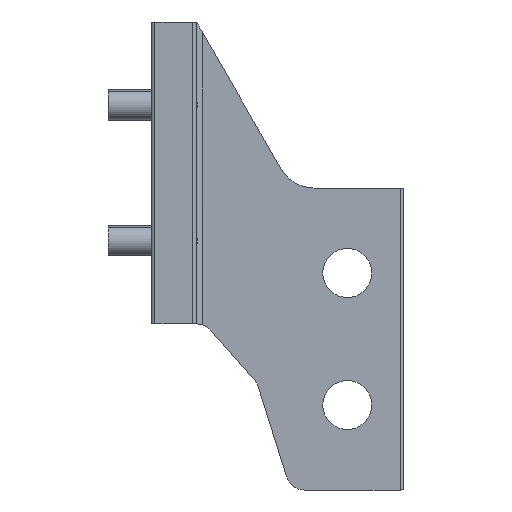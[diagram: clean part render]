
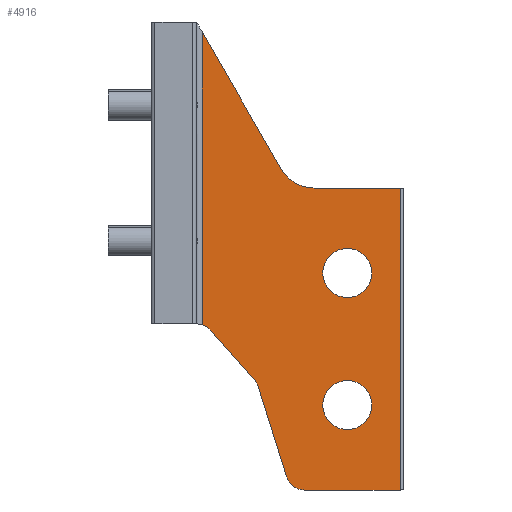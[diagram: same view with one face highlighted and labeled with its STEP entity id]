
A CAD part, left-side view. The second image highlights one B-rep face of the part: STEP entity #4916.
In plain terms, the highlighted planar face has unit normal (-1, 0, 0).
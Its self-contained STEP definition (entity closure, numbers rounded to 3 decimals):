
#3934=CARTESIAN_POINT('Vertex',(-327.282,-24.517,73.)) ;
#3985=CARTESIAN_POINT('Vertex',(-327.282,-3.5,109.402)) ;
#3988=CARTESIAN_POINT('Line Origine',(-327.282,-14.008,91.201)) ;
#4167=CARTESIAN_POINT('Vertex',(-327.282,-5.745,30.313)) ;
#4170=CARTESIAN_POINT('Axis2P3D Location',(-327.282,-2.,27.)) ;
#4174=CARTESIAN_POINT('Vertex',(-327.282,-3.5,31.77)) ;
#4213=CARTESIAN_POINT('Line Origine',(-327.282,-3.5,50.)) ;
#4458=CARTESIAN_POINT('Vertex',(-327.282,-33.177,68.)) ;
#4468=CARTESIAN_POINT('Axis2P3D Location',(-327.282,-33.177,78.)) ;
#4547=CARTESIAN_POINT('Line Origine',(-327.282,-44.588,68.)) ;
#4551=CARTESIAN_POINT('Vertex',(-327.282,-56.,68.)) ;
#4573=CARTESIAN_POINT('Line Origine',(-327.282,-56.,50.)) ;
#4577=CARTESIAN_POINT('Vertex',(-327.282,-56.,-12.)) ;
#4608=CARTESIAN_POINT('Vertex',(-327.282,-42.,17.)) ;
#4624=CARTESIAN_POINT('Vertex',(-327.282,-42.,4.)) ;
#4627=CARTESIAN_POINT('Axis2P3D Location',(-327.282,-42.,10.5)) ;
#4644=CARTESIAN_POINT('Axis2P3D Location',(-327.282,-42.,10.5)) ;
#4665=CARTESIAN_POINT('Vertex',(-327.282,-42.,39.)) ;
#4681=CARTESIAN_POINT('Vertex',(-327.282,-42.,52.)) ;
#4684=CARTESIAN_POINT('Axis2P3D Location',(-327.282,-42.,45.5)) ;
#4701=CARTESIAN_POINT('Axis2P3D Location',(-327.282,-42.,45.5)) ;
#4773=CARTESIAN_POINT('Line Origine',(-327.282,-43.333,-12.)) ;
#4777=CARTESIAN_POINT('Vertex',(-327.282,-30.666,-12.)) ;
#4806=CARTESIAN_POINT('Axis2P3D Location',(-327.282,-30.666,-7.)) ;
#4810=CARTESIAN_POINT('Vertex',(-327.282,-25.898,-8.503)) ;
#4871=CARTESIAN_POINT('Axis2P3D Location',(-327.282,-3.5,112.)) ;
#4876=CARTESIAN_POINT('Line Origine',(-327.282,-22.129,3.449)) ;
#4880=CARTESIAN_POINT('Vertex',(-327.282,-18.36,15.402)) ;
#4883=CARTESIAN_POINT('Line Origine',(-327.282,-11.541,23.762)) ;
#4887=CARTESIAN_POINT('Vertex',(-327.282,-17.336,17.212)) ;
#4890=CARTESIAN_POINT('Axis2P3D Location',(-327.282,-13.591,13.898)) ;
#3989=DIRECTION('Vector Direction',(0.,-0.5,-0.866)) ;
#4171=DIRECTION('Axis2P3D Direction',(-1.,0.,0.)) ;
#4214=DIRECTION('Vector Direction',(0.,0.,-1.)) ;
#4469=DIRECTION('Axis2P3D Direction',(-1.,0.,0.)) ;
#4548=DIRECTION('Vector Direction',(0.,1.,0.)) ;
#4574=DIRECTION('Vector Direction',(0.,0.,-1.)) ;
#4628=DIRECTION('Axis2P3D Direction',(-1.,0.,0.)) ;
#4645=DIRECTION('Axis2P3D Direction',(-1.,0.,0.)) ;
#4685=DIRECTION('Axis2P3D Direction',(-1.,0.,0.)) ;
#4702=DIRECTION('Axis2P3D Direction',(-1.,0.,0.)) ;
#4774=DIRECTION('Vector Direction',(0.,-1.,0.)) ;
#4807=DIRECTION('Axis2P3D Direction',(1.,0.,0.)) ;
#4872=DIRECTION('Axis2P3D Direction',(1.,0.,0.)) ;
#4873=DIRECTION('Axis2P3D XDirection',(0.,-1.,0.)) ;
#4877=DIRECTION('Vector Direction',(0.,0.301,0.954)) ;
#4884=DIRECTION('Vector Direction',(0.,0.663,0.749)) ;
#4891=DIRECTION('Axis2P3D Direction',(1.,0.,0.)) ;
#4172=AXIS2_PLACEMENT_3D('Circle Axis2P3D',#4170,#4171,$) ;
#4470=AXIS2_PLACEMENT_3D('Circle Axis2P3D',#4468,#4469,$) ;
#4629=AXIS2_PLACEMENT_3D('Circle Axis2P3D',#4627,#4628,$) ;
#4646=AXIS2_PLACEMENT_3D('Circle Axis2P3D',#4644,#4645,$) ;
#4686=AXIS2_PLACEMENT_3D('Circle Axis2P3D',#4684,#4685,$) ;
#4703=AXIS2_PLACEMENT_3D('Circle Axis2P3D',#4701,#4702,$) ;
#4808=AXIS2_PLACEMENT_3D('Circle Axis2P3D',#4806,#4807,$) ;
#4874=AXIS2_PLACEMENT_3D('Plane Axis2P3D',#4871,#4872,#4873) ;
#4892=AXIS2_PLACEMENT_3D('Circle Axis2P3D',#4890,#4891,$) ;
#4896=ORIENTED_EDGE('',*,*,#4882,.T.) ;
#4897=ORIENTED_EDGE('',*,*,#4812,.F.) ;
#4898=ORIENTED_EDGE('',*,*,#4779,.F.) ;
#4899=ORIENTED_EDGE('',*,*,#4579,.F.) ;
#4900=ORIENTED_EDGE('',*,*,#4553,.T.) ;
#4901=ORIENTED_EDGE('',*,*,#4472,.T.) ;
#4902=ORIENTED_EDGE('',*,*,#3992,.F.) ;
#4903=ORIENTED_EDGE('',*,*,#4217,.T.) ;
#4904=ORIENTED_EDGE('',*,*,#4176,.T.) ;
#4905=ORIENTED_EDGE('',*,*,#4889,.F.) ;
#4906=ORIENTED_EDGE('',*,*,#4894,.T.) ;
#4909=ORIENTED_EDGE('',*,*,#4705,.T.) ;
#4910=ORIENTED_EDGE('',*,*,#4688,.T.) ;
#4913=ORIENTED_EDGE('',*,*,#4648,.T.) ;
#4914=ORIENTED_EDGE('',*,*,#4631,.T.) ;
#4911=FACE_BOUND('',#4908,.T.) ;
#4915=FACE_BOUND('',#4912,.T.) ;
#3990=VECTOR('Line Direction',#3989,1.) ;
#4215=VECTOR('Line Direction',#4214,1.) ;
#4549=VECTOR('Line Direction',#4548,1.) ;
#4575=VECTOR('Line Direction',#4574,1.) ;
#4775=VECTOR('Line Direction',#4774,1.) ;
#4878=VECTOR('Line Direction',#4877,1.) ;
#4885=VECTOR('Line Direction',#4884,1.) ;
#4916=ADVANCED_FACE('Body.2',(#4907,#4911,#4915),#4875,.F.) ;
#4173=CIRCLE('generated circle',#4172,5.) ;
#4471=CIRCLE('generated circle',#4470,10.) ;
#4630=CIRCLE('generated circle',#4629,6.5) ;
#4647=CIRCLE('generated circle',#4646,6.5) ;
#4687=CIRCLE('generated circle',#4686,6.5) ;
#4704=CIRCLE('generated circle',#4703,6.5) ;
#4809=CIRCLE('generated circle',#4808,5.) ;
#4893=CIRCLE('generated circle',#4892,5.) ;
#3992=EDGE_CURVE('',#3986,#3935,#3991,.T.) ;
#4176=EDGE_CURVE('',#4175,#4168,#4173,.F.) ;
#4217=EDGE_CURVE('',#3986,#4175,#4216,.T.) ;
#4472=EDGE_CURVE('',#4459,#3935,#4471,.F.) ;
#4553=EDGE_CURVE('',#4552,#4459,#4550,.T.) ;
#4579=EDGE_CURVE('',#4552,#4578,#4576,.T.) ;
#4631=EDGE_CURVE('',#4609,#4625,#4630,.F.) ;
#4648=EDGE_CURVE('',#4625,#4609,#4647,.F.) ;
#4688=EDGE_CURVE('',#4666,#4682,#4687,.F.) ;
#4705=EDGE_CURVE('',#4682,#4666,#4704,.F.) ;
#4779=EDGE_CURVE('',#4578,#4778,#4776,.F.) ;
#4812=EDGE_CURVE('',#4778,#4811,#4809,.T.) ;
#4882=EDGE_CURVE('',#4881,#4811,#4879,.F.) ;
#4889=EDGE_CURVE('',#4888,#4168,#4886,.T.) ;
#4894=EDGE_CURVE('',#4888,#4881,#4893,.T.) ;
#4895=EDGE_LOOP('',(#4896,#4897,#4898,#4899,#4900,#4901,#4902,#4903,#4904,#4905,#4906)) ;
#4908=EDGE_LOOP('',(#4909,#4910)) ;
#4912=EDGE_LOOP('',(#4913,#4914)) ;
#4907=FACE_OUTER_BOUND('',#4895,.T.) ;
#3991=LINE('Line',#3988,#3990) ;
#4216=LINE('Line',#4213,#4215) ;
#4550=LINE('Line',#4547,#4549) ;
#4576=LINE('Line',#4573,#4575) ;
#4776=LINE('Line',#4773,#4775) ;
#4879=LINE('Line',#4876,#4878) ;
#4886=LINE('Line',#4883,#4885) ;
#4875=PLANE('',#4874) ;
#3935=VERTEX_POINT('',#3934) ;
#3986=VERTEX_POINT('',#3985) ;
#4168=VERTEX_POINT('',#4167) ;
#4175=VERTEX_POINT('',#4174) ;
#4459=VERTEX_POINT('',#4458) ;
#4552=VERTEX_POINT('',#4551) ;
#4578=VERTEX_POINT('',#4577) ;
#4609=VERTEX_POINT('',#4608) ;
#4625=VERTEX_POINT('',#4624) ;
#4666=VERTEX_POINT('',#4665) ;
#4682=VERTEX_POINT('',#4681) ;
#4778=VERTEX_POINT('',#4777) ;
#4811=VERTEX_POINT('',#4810) ;
#4881=VERTEX_POINT('',#4880) ;
#4888=VERTEX_POINT('',#4887) ;
